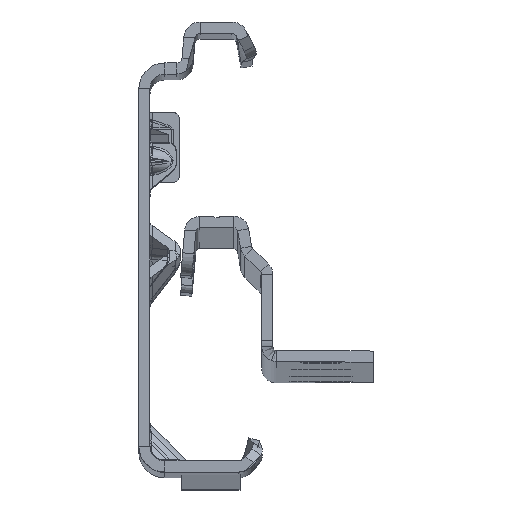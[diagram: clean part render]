
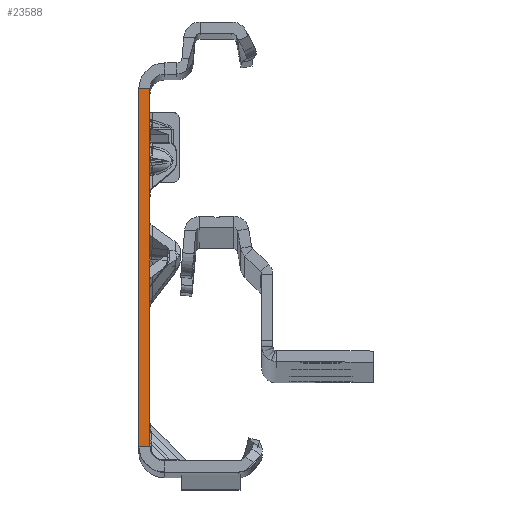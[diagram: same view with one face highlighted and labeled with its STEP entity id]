
A CAD part, top view. The second image highlights one B-rep face of the part: STEP entity #23588.
In plain terms, the highlighted planar face has unit normal (0, 0, 1).
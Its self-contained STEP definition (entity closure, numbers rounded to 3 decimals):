
#7 = AXIS2_PLACEMENT_3D ( 'NONE', #35062, #17524, #16809 ) ;
#3553 = EDGE_CURVE ( 'NONE', #39595, #32998, #8020, .T. ) ;
#4723 = VECTOR ( 'NONE', #39584, 1000. ) ;
#8000 = LINE ( 'NONE', #19127, #16071 ) ;
#8020 = LINE ( 'NONE', #22532, #43209 ) ;
#9046 = CARTESIAN_POINT ( 'NONE',  ( 0., -25.865, 0. ) ) ;
#10264 = ORIENTED_EDGE ( 'NONE', *, *, #41437, .F. ) ;
#11417 = EDGE_LOOP ( 'NONE', ( #10264, #19712, #24320, #36695 ) ) ;
#13419 = CARTESIAN_POINT ( 'NONE',  ( 0., -25.865, 0. ) ) ;
#16071 = VECTOR ( 'NONE', #33953, 1000. ) ;
#16809 = DIRECTION ( 'NONE',  ( 1., 0., 0. ) ) ;
#16974 = LINE ( 'NONE', #35907, #26347 ) ;
#17524 = DIRECTION ( 'NONE',  ( 0., 0., 1. ) ) ;
#19127 = CARTESIAN_POINT ( 'NONE',  ( -1.5, -27.865, 0. ) ) ;
#19712 = ORIENTED_EDGE ( 'NONE', *, *, #3553, .T. ) ;
#20430 = LINE ( 'NONE', #13419, #4723 ) ;
#22532 = CARTESIAN_POINT ( 'NONE',  ( 0., 22.135, 0. ) ) ;
#23470 = VERTEX_POINT ( 'NONE', #40383 ) ;
#23588 = ADVANCED_FACE ( 'NONE', ( #35289 ), #35746, .T. ) ;
#24320 = ORIENTED_EDGE ( 'NONE', *, *, #33443, .T. ) ;
#26347 = VECTOR ( 'NONE', #43395, 1000. ) ;
#27000 = VERTEX_POINT ( 'NONE', #9046 ) ;
#32998 = VERTEX_POINT ( 'NONE', #34449 ) ;
#33443 = EDGE_CURVE ( 'NONE', #32998, #23470, #8000, .T. ) ;
#33953 = DIRECTION ( 'NONE',  ( 0., -1., 0. ) ) ;
#34449 = CARTESIAN_POINT ( 'NONE',  ( -1.5, 22.135, 0. ) ) ;
#35062 = CARTESIAN_POINT ( 'NONE',  ( -1.5, -27.865, 0. ) ) ;
#35085 = EDGE_CURVE ( 'NONE', #27000, #23470, #20430, .T. ) ;
#35289 = FACE_OUTER_BOUND ( 'NONE', #11417, .T. ) ;
#35746 = PLANE ( 'NONE',  #7 ) ;
#35907 = CARTESIAN_POINT ( 'NONE',  ( 0., -27.865, 0. ) ) ;
#36695 = ORIENTED_EDGE ( 'NONE', *, *, #35085, .F. ) ;
#37339 = DIRECTION ( 'NONE',  ( -1., 0., 0. ) ) ;
#39584 = DIRECTION ( 'NONE',  ( -1., 0., 0. ) ) ;
#39595 = VERTEX_POINT ( 'NONE', #47844 ) ;
#40383 = CARTESIAN_POINT ( 'NONE',  ( -1.5, -25.865, 0. ) ) ;
#41437 = EDGE_CURVE ( 'NONE', #39595, #27000, #16974, .T. ) ;
#43209 = VECTOR ( 'NONE', #37339, 1000. ) ;
#43395 = DIRECTION ( 'NONE',  ( 0., -1., 0. ) ) ;
#47844 = CARTESIAN_POINT ( 'NONE',  ( 0., 22.135, 0. ) ) ;
